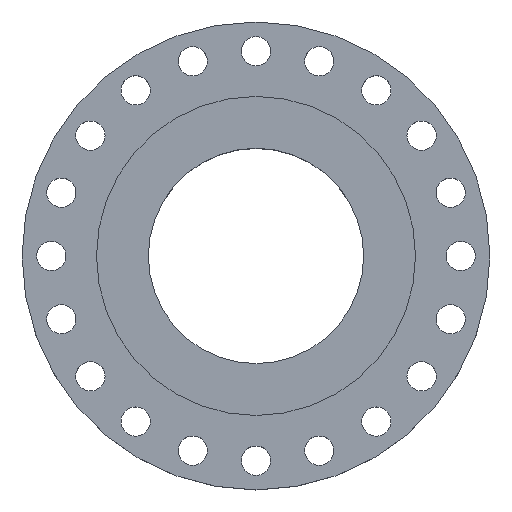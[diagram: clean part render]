
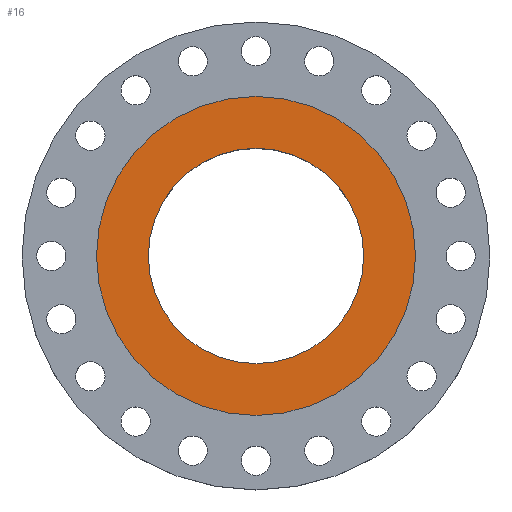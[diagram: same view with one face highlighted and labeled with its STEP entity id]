
A CAD part, top view. The second image highlights one B-rep face of the part: STEP entity #16.
In plain terms, the highlighted planar face has unit normal (0, 0, 1).
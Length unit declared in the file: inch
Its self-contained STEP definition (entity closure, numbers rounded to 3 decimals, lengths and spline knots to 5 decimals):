
#1 = DIRECTION ( 'NONE',  ( 1., 0., 0. ) ) ;
#16 = ADVANCED_FACE ( 'NONE', ( #1952, #662 ), #1962, .F. ) ;
#36 = EDGE_CURVE ( 'NONE', #997, #713, #86, .T. ) ;
#86 = CIRCLE ( 'NONE', #446, 7.5 ) ;
#169 = EDGE_CURVE ( 'NONE', #764, #1522, #1416, .T. ) ;
#364 = ORIENTED_EDGE ( 'NONE', *, *, #36, .T. ) ;
#418 = AXIS2_PLACEMENT_3D ( 'NONE', #1917, #1635, #788 ) ;
#446 = AXIS2_PLACEMENT_3D ( 'NONE', #1833, #1149, #1 ) ;
#481 = DIRECTION ( 'NONE',  ( 0., 0., 1. ) ) ;
#499 = CARTESIAN_POINT ( 'NONE',  ( 5.0625, 0., 0. ) ) ;
#561 = CIRCLE ( 'NONE', #743, 7.5 ) ;
#591 = DIRECTION ( 'NONE',  ( 1., 0., 0. ) ) ;
#649 = EDGE_CURVE ( 'NONE', #1522, #764, #1659, .T. ) ;
#662 = FACE_OUTER_BOUND ( 'NONE', #1722, .T. ) ;
#707 = ORIENTED_EDGE ( 'NONE', *, *, #649, .F. ) ;
#713 = VERTEX_POINT ( 'NONE', #1978 ) ;
#743 = AXIS2_PLACEMENT_3D ( 'NONE', #1998, #1849, #591 ) ;
#764 = VERTEX_POINT ( 'NONE', #499 ) ;
#788 = DIRECTION ( 'NONE',  ( 1., 0., 0. ) ) ;
#889 = EDGE_CURVE ( 'NONE', #713, #997, #561, .T. ) ;
#915 = AXIS2_PLACEMENT_3D ( 'NONE', #1018, #1030, #1682 ) ;
#997 = VERTEX_POINT ( 'NONE', #1407 ) ;
#1018 = CARTESIAN_POINT ( 'NONE',  ( 0., 5.0625, 0. ) ) ;
#1030 = DIRECTION ( 'NONE',  ( 0., 0., -1. ) ) ;
#1149 = DIRECTION ( 'NONE',  ( 0., 0., 1. ) ) ;
#1314 = ORIENTED_EDGE ( 'NONE', *, *, #169, .F. ) ;
#1321 = DIRECTION ( 'NONE',  ( 1., 0., 0. ) ) ;
#1407 = CARTESIAN_POINT ( 'NONE',  ( 7.5, 0., 0. ) ) ;
#1416 = CIRCLE ( 'NONE', #1816, 5.0625 ) ;
#1474 = CARTESIAN_POINT ( 'NONE',  ( 0., 0., 0. ) ) ;
#1522 = VERTEX_POINT ( 'NONE', #1829 ) ;
#1635 = DIRECTION ( 'NONE',  ( 0., 0., 1. ) ) ;
#1647 = ORIENTED_EDGE ( 'NONE', *, *, #889, .T. ) ;
#1659 = CIRCLE ( 'NONE', #418, 5.0625 ) ;
#1682 = DIRECTION ( 'NONE',  ( -1., 0., 0. ) ) ;
#1722 = EDGE_LOOP ( 'NONE', ( #364, #1647 ) ) ;
#1816 = AXIS2_PLACEMENT_3D ( 'NONE', #1474, #481, #1321 ) ;
#1829 = CARTESIAN_POINT ( 'NONE',  ( -5.0625, 0., 0. ) ) ;
#1833 = CARTESIAN_POINT ( 'NONE',  ( 0., 0., 0. ) ) ;
#1849 = DIRECTION ( 'NONE',  ( 0., 0., 1. ) ) ;
#1917 = CARTESIAN_POINT ( 'NONE',  ( 0., 0., 0. ) ) ;
#1952 = FACE_BOUND ( 'NONE', #1984, .T. ) ;
#1962 = PLANE ( 'NONE',  #915 ) ;
#1978 = CARTESIAN_POINT ( 'NONE',  ( -7.5, 0., 0. ) ) ;
#1984 = EDGE_LOOP ( 'NONE', ( #1314, #707 ) ) ;
#1998 = CARTESIAN_POINT ( 'NONE',  ( 0., 0., 0. ) ) ;
